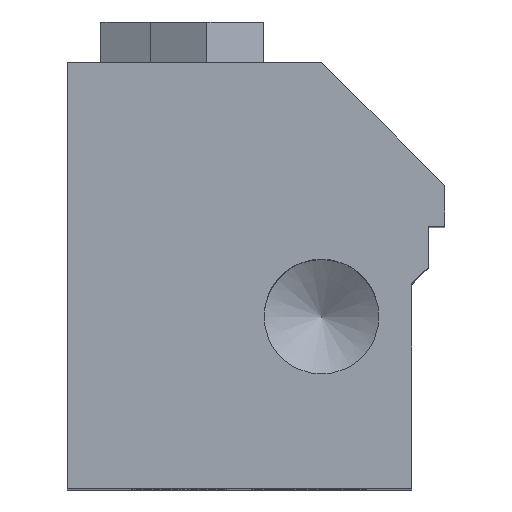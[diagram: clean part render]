
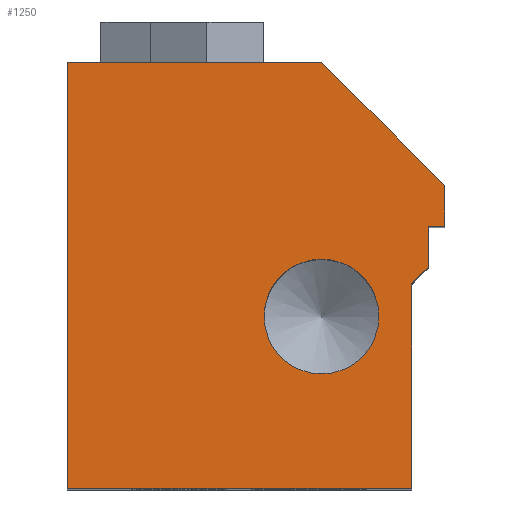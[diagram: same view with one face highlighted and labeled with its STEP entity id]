
A CAD part, top view. The second image highlights one B-rep face of the part: STEP entity #1250.
In plain terms, the highlighted planar face has unit normal (0, 0, 1).
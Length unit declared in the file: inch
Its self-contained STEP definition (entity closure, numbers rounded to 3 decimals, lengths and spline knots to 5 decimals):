
#844=CARTESIAN_POINT('',(0.72962,0.73151,1.5));
#845=VERTEX_POINT('',#844);
#846=CARTESIAN_POINT('',(0.51087,0.73151,1.5));
#847=DIRECTION('',(0.0,0.0,-1.0));
#848=DIRECTION('',(1.0,0.0,0.0));
#849=AXIS2_PLACEMENT_3D('',#846,#847,#848);
#850=CIRCLE('',#849,0.21875);
#851=EDGE_CURVE('',#845,#845,#850,.T.);
#984=CARTESIAN_POINT('',(-0.45788,0.07526,1.5));
#985=VERTEX_POINT('',#984);
#986=CARTESIAN_POINT('',(-0.45788,1.70026,1.5));
#987=VERTEX_POINT('',#986);
#988=CARTESIAN_POINT('',(-0.45788,0.07526,1.5));
#989=DIRECTION('',(0.0,1.0,0.0));
#990=VECTOR('',#989,1.625);
#991=LINE('',#988,#990);
#992=EDGE_CURVE('',#985,#987,#991,.T.);
#1015=CARTESIAN_POINT('',(0.51137,1.70026,1.5));
#1016=VERTEX_POINT('',#1015);
#1017=CARTESIAN_POINT('',(-0.45788,1.70026,1.5));
#1018=DIRECTION('',(1.0,0.0,0.0));
#1019=VECTOR('',#1018,0.96925);
#1020=LINE('',#1017,#1019);
#1021=EDGE_CURVE('',#987,#1016,#1020,.T.);
#1063=CARTESIAN_POINT('',(0.98012,1.23151,1.5));
#1064=VERTEX_POINT('',#1063);
#1065=CARTESIAN_POINT('',(0.51137,1.70026,1.5));
#1066=DIRECTION('',(0.707,-0.707,0.0));
#1067=VECTOR('',#1066,0.66291);
#1068=LINE('',#1065,#1067);
#1069=EDGE_CURVE('',#1016,#1064,#1068,.T.);
#1087=CARTESIAN_POINT('',(0.98012,1.07526,1.5));
#1088=VERTEX_POINT('',#1087);
#1089=CARTESIAN_POINT('',(0.98012,1.23151,1.5));
#1090=DIRECTION('',(0.0,-1.0,0.0));
#1091=VECTOR('',#1090,0.15625);
#1092=LINE('',#1089,#1091);
#1093=EDGE_CURVE('',#1064,#1088,#1092,.T.);
#1111=CARTESIAN_POINT('',(0.91712,1.07526,1.5));
#1112=VERTEX_POINT('',#1111);
#1113=CARTESIAN_POINT('',(0.98012,1.07526,1.5));
#1114=DIRECTION('',(-1.0,0.0,0.0));
#1115=VECTOR('',#1114,0.063);
#1116=LINE('',#1113,#1115);
#1117=EDGE_CURVE('',#1088,#1112,#1116,.T.);
#1135=CARTESIAN_POINT('',(0.91712,0.91901,1.5));
#1136=VERTEX_POINT('',#1135);
#1137=CARTESIAN_POINT('',(0.91712,1.07526,1.5));
#1138=DIRECTION('',(0.0,-1.0,0.0));
#1139=VECTOR('',#1138,0.15625);
#1140=LINE('',#1137,#1139);
#1141=EDGE_CURVE('',#1112,#1136,#1140,.T.);
#1159=CARTESIAN_POINT('',(0.85462,0.85651,1.5));
#1160=VERTEX_POINT('',#1159);
#1161=CARTESIAN_POINT('',(0.91712,0.91901,1.5));
#1162=DIRECTION('',(-0.707,-0.707,0.0));
#1163=VECTOR('',#1162,0.08839);
#1164=LINE('',#1161,#1163);
#1165=EDGE_CURVE('',#1136,#1160,#1164,.T.);
#1183=CARTESIAN_POINT('',(0.85462,0.07526,1.5));
#1184=VERTEX_POINT('',#1183);
#1185=CARTESIAN_POINT('',(0.85462,0.85651,1.5));
#1186=DIRECTION('',(0.0,-1.0,0.0));
#1187=VECTOR('',#1186,0.78125);
#1188=LINE('',#1185,#1187);
#1189=EDGE_CURVE('',#1160,#1184,#1188,.T.);
#1207=CARTESIAN_POINT('',(0.85462,0.07526,1.5));
#1208=DIRECTION('',(-1.0,0.0,0.0));
#1209=VECTOR('',#1208,1.3125);
#1210=LINE('',#1207,#1209);
#1211=EDGE_CURVE('',#1184,#985,#1210,.T.);
#1231=CARTESIAN_POINT('',(0.19584,0.86114,1.5));
#1232=DIRECTION('',(0.0,0.0,1.0));
#1233=DIRECTION('',(1.0,0.0,0.0));
#1234=AXIS2_PLACEMENT_3D('',#1231,#1232,#1233);
#1235=PLANE('',#1234);
#1236=ORIENTED_EDGE('',*,*,#992,.F.);
#1237=ORIENTED_EDGE('',*,*,#1211,.F.);
#1238=ORIENTED_EDGE('',*,*,#1189,.F.);
#1239=ORIENTED_EDGE('',*,*,#1165,.F.);
#1240=ORIENTED_EDGE('',*,*,#1141,.F.);
#1241=ORIENTED_EDGE('',*,*,#1117,.F.);
#1242=ORIENTED_EDGE('',*,*,#1093,.F.);
#1243=ORIENTED_EDGE('',*,*,#1069,.F.);
#1244=ORIENTED_EDGE('',*,*,#1021,.F.);
#1245=EDGE_LOOP('',(#1236,#1237,#1238,#1239,#1240,#1241,#1242,#1243,#1244));
#1246=FACE_OUTER_BOUND('',#1245,.T.);
#1247=ORIENTED_EDGE('',*,*,#851,.T.);
#1248=EDGE_LOOP('',(#1247));
#1249=FACE_BOUND('',#1248,.T.);
#1250=ADVANCED_FACE('',(#1246,#1249),#1235,.T.);
